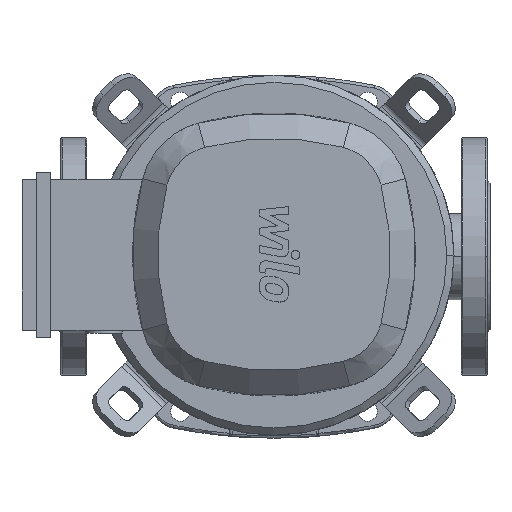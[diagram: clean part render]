
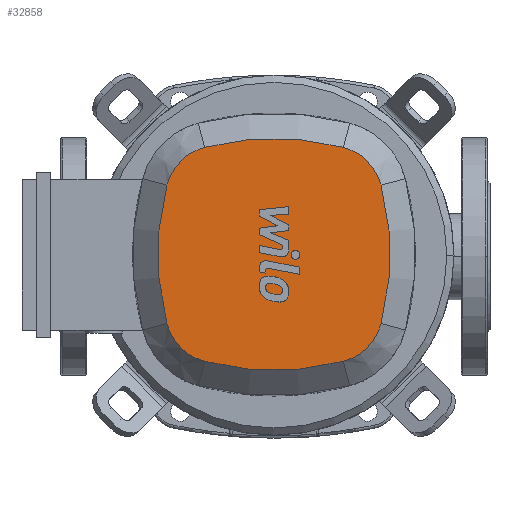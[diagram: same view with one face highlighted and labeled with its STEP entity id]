
A CAD part, top view. The second image highlights one B-rep face of the part: STEP entity #32858.
In plain terms, the highlighted planar face has unit normal (0, 0, 1).
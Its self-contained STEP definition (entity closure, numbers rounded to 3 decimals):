
#32493=CARTESIAN_POINT('',(-74.33,-48.107,971.0));
#32494=VERTEX_POINT('',#32493);
#32512=CARTESIAN_POINT('',(-48.107,-74.33,971.0));
#32513=VERTEX_POINT('',#32512);
#32520=CARTESIAN_POINT('',(-38.537,-38.537,971.0));
#32521=DIRECTION('',(0.0,0.0,-1.0));
#32522=DIRECTION('',(0.0,-1.0,0.0));
#32523=AXIS2_PLACEMENT_3D('',#32520,#32521,#32522);
#32524=CIRCLE('',#32523,37.05);
#32525=EDGE_CURVE('',#32513,#32494,#32524,.T.);
#32535=CARTESIAN_POINT('',(-74.33,48.107,971.0));
#32536=VERTEX_POINT('',#32535);
#32553=CARTESIAN_POINT('',(105.605,0.,971.0));
#32554=DIRECTION('',(0.0,0.0,-1.0));
#32555=DIRECTION('',(-0.966,0.258,0.0));
#32556=AXIS2_PLACEMENT_3D('',#32553,#32554,#32555);
#32557=CIRCLE('',#32556,186.255);
#32558=EDGE_CURVE('',#32494,#32536,#32557,.T.);
#32570=CARTESIAN_POINT('',(48.107,-74.33,971.0));
#32571=VERTEX_POINT('',#32570);
#32578=CARTESIAN_POINT('',(0.,105.605,971.0));
#32579=DIRECTION('',(0.0,0.0,-1.));
#32580=DIRECTION('',(-0.258,-0.966,0.0));
#32581=AXIS2_PLACEMENT_3D('',#32578,#32579,#32580);
#32582=CIRCLE('',#32581,186.255);
#32583=EDGE_CURVE('',#32571,#32513,#32582,.T.);
#32601=CARTESIAN_POINT('',(-48.107,74.33,971.0));
#32602=VERTEX_POINT('',#32601);
#32619=CARTESIAN_POINT('',(-38.537,38.537,971.0));
#32620=DIRECTION('',(0.0,0.0,-1.0));
#32621=DIRECTION('',(-1.0,0.0,0.0));
#32622=AXIS2_PLACEMENT_3D('',#32619,#32620,#32621);
#32623=CIRCLE('',#32622,37.05);
#32624=EDGE_CURVE('',#32536,#32602,#32623,.T.);
#32636=CARTESIAN_POINT('',(74.33,-48.107,971.0));
#32637=VERTEX_POINT('',#32636);
#32644=CARTESIAN_POINT('',(38.537,-38.537,971.0));
#32645=DIRECTION('',(0.0,0.0,-1.0));
#32646=DIRECTION('',(1.0,0.0,0.0));
#32647=AXIS2_PLACEMENT_3D('',#32644,#32645,#32646);
#32648=CIRCLE('',#32647,37.05);
#32649=EDGE_CURVE('',#32637,#32571,#32648,.T.);
#32667=CARTESIAN_POINT('',(48.107,74.33,971.0));
#32668=VERTEX_POINT('',#32667);
#32685=CARTESIAN_POINT('',(0.,-105.605,971.0));
#32686=DIRECTION('',(0.0,0.0,-1.0));
#32687=DIRECTION('',(0.258,0.966,0.0));
#32688=AXIS2_PLACEMENT_3D('',#32685,#32686,#32687);
#32689=CIRCLE('',#32688,186.255);
#32690=EDGE_CURVE('',#32602,#32668,#32689,.T.);
#32702=CARTESIAN_POINT('',(74.33,48.107,971.0));
#32703=VERTEX_POINT('',#32702);
#32710=CARTESIAN_POINT('',(-105.605,0.,971.0));
#32711=DIRECTION('',(0.0,0.0,-1.));
#32712=DIRECTION('',(0.966,-0.258,0.0));
#32713=AXIS2_PLACEMENT_3D('',#32710,#32711,#32712);
#32714=CIRCLE('',#32713,186.255);
#32715=EDGE_CURVE('',#32703,#32637,#32714,.T.);
#32734=CARTESIAN_POINT('',(38.537,38.537,971.0));
#32735=DIRECTION('',(0.0,0.0,-1.0));
#32736=DIRECTION('',(0.0,1.0,0.0));
#32737=AXIS2_PLACEMENT_3D('',#32734,#32735,#32736);
#32738=CIRCLE('',#32737,37.05);
#32739=EDGE_CURVE('',#32668,#32703,#32738,.T.);
#32843=CARTESIAN_POINT('',(84.749,0.,971.0));
#32844=DIRECTION('',(0.0,0.0,1.0));
#32845=DIRECTION('',(-1.0,0.0,0.0));
#32846=AXIS2_PLACEMENT_3D('',#32843,#32844,#32845);
#32847=PLANE('',#32846);
#32848=ORIENTED_EDGE('',*,*,#32525,.F.);
#32849=ORIENTED_EDGE('',*,*,#32583,.F.);
#32850=ORIENTED_EDGE('',*,*,#32649,.F.);
#32851=ORIENTED_EDGE('',*,*,#32715,.F.);
#32852=ORIENTED_EDGE('',*,*,#32739,.F.);
#32853=ORIENTED_EDGE('',*,*,#32690,.F.);
#32854=ORIENTED_EDGE('',*,*,#32624,.F.);
#32855=ORIENTED_EDGE('',*,*,#32558,.F.);
#32856=EDGE_LOOP('',(#32848,#32849,#32850,#32851,#32852,#32853,#32854,#32855));
#32857=FACE_OUTER_BOUND('',#32856,.T.);
#32858=ADVANCED_FACE('',(#32857),#32847,.T.);
